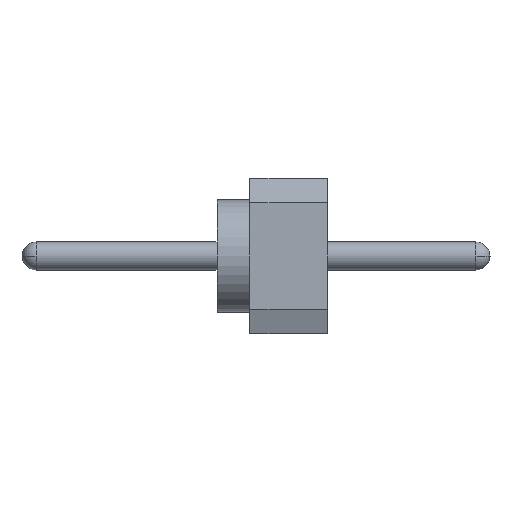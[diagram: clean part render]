
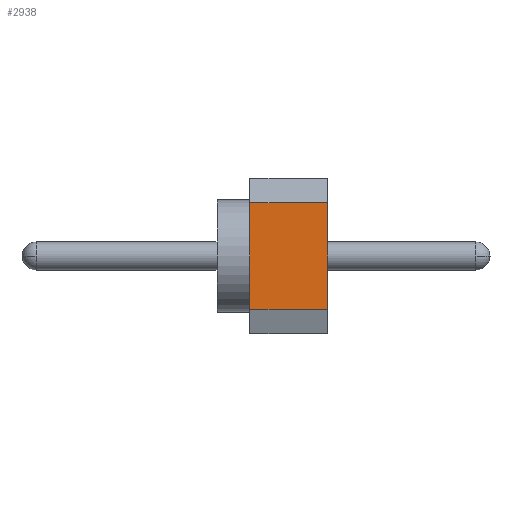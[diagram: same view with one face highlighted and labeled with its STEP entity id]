
A CAD part, left-side view. The second image highlights one B-rep face of the part: STEP entity #2938.
In plain terms, the highlighted planar face has unit normal (-1, 0, 0).
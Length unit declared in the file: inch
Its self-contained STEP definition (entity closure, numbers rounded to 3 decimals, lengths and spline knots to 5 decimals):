
#206 = ORIENTED_EDGE ( 'NONE', *, *, #4432, .F. ) ;
#225 = CARTESIAN_POINT ( 'NONE',  ( -0.01203, -0.05, -0.01575 ) ) ;
#346 = DIRECTION ( 'NONE',  ( 0., 0., 1. ) ) ;
#587 = CARTESIAN_POINT ( 'NONE',  ( -0.01203, -0.05, -0.08425 ) ) ;
#590 = VECTOR ( 'NONE', #993, 39.37008 ) ;
#621 = ORIENTED_EDGE ( 'NONE', *, *, #5114, .F. ) ;
#649 = VERTEX_POINT ( 'NONE', #1226 ) ;
#692 = DIRECTION ( 'NONE',  ( 0., 0., 1. ) ) ;
#740 = VERTEX_POINT ( 'NONE', #3435 ) ;
#993 = DIRECTION ( 'NONE',  ( 0., 0., 1. ) ) ;
#1033 = VECTOR ( 'NONE', #692, 39.37008 ) ;
#1185 = FACE_OUTER_BOUND ( 'NONE', #1187, .T. ) ;
#1187 = EDGE_LOOP ( 'NONE', ( #621, #206, #2854, #4780 ) ) ;
#1224 = DIRECTION ( 'NONE',  ( 0., 1., 0. ) ) ;
#1226 = CARTESIAN_POINT ( 'NONE',  ( -0.01203, 0., -0.08425 ) ) ;
#1275 = EDGE_CURVE ( 'NONE', #1595, #2528, #5154, .T. ) ;
#1371 = AXIS2_PLACEMENT_3D ( 'NONE', #4070, #2422, #346 ) ;
#1595 = VERTEX_POINT ( 'NONE', #587 ) ;
#1823 = VECTOR ( 'NONE', #1224, 39.37008 ) ;
#2022 = LINE ( 'NONE', #2429, #1823 ) ;
#2068 = LINE ( 'NONE', #4537, #3300 ) ;
#2422 = DIRECTION ( 'NONE',  ( -1., 0., 0. ) ) ;
#2429 = CARTESIAN_POINT ( 'NONE',  ( -0.01203, -0.05, -0.01575 ) ) ;
#2528 = VERTEX_POINT ( 'NONE', #225 ) ;
#2656 = EDGE_CURVE ( 'NONE', #2528, #740, #2022, .T. ) ;
#2854 = ORIENTED_EDGE ( 'NONE', *, *, #1275, .T. ) ;
#2863 = PLANE ( 'NONE',  #1371 ) ;
#2938 = ADVANCED_FACE ( 'NONE', ( #1185 ), #2863, .T. ) ;
#3300 = VECTOR ( 'NONE', #3692, 39.37008 ) ;
#3435 = CARTESIAN_POINT ( 'NONE',  ( -0.01203, 0., -0.01575 ) ) ;
#3464 = LINE ( 'NONE', #4336, #590 ) ;
#3692 = DIRECTION ( 'NONE',  ( 0., 1., 0. ) ) ;
#3963 = CARTESIAN_POINT ( 'NONE',  ( -0.01203, -0.05, -0.08425 ) ) ;
#4070 = CARTESIAN_POINT ( 'NONE',  ( -0.01203, -0.05, -0.08425 ) ) ;
#4336 = CARTESIAN_POINT ( 'NONE',  ( -0.01203, 0., -0.08425 ) ) ;
#4432 = EDGE_CURVE ( 'NONE', #1595, #649, #2068, .T. ) ;
#4537 = CARTESIAN_POINT ( 'NONE',  ( -0.01203, -0.05, -0.08425 ) ) ;
#4780 = ORIENTED_EDGE ( 'NONE', *, *, #2656, .T. ) ;
#5114 = EDGE_CURVE ( 'NONE', #649, #740, #3464, .T. ) ;
#5154 = LINE ( 'NONE', #3963, #1033 ) ;
